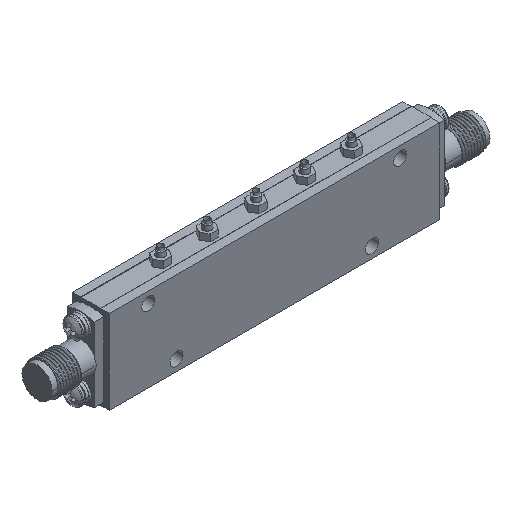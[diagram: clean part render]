
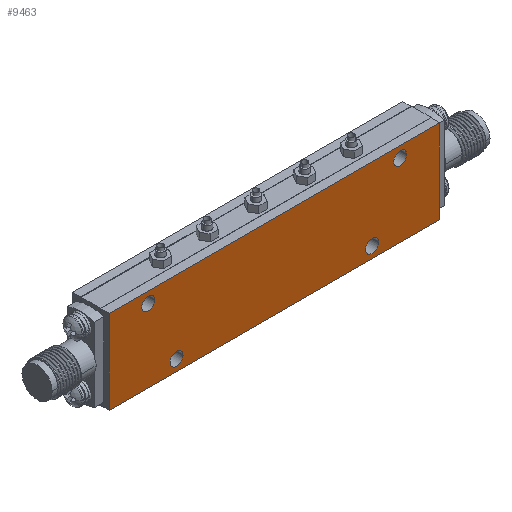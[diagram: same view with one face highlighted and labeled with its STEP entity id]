
A CAD part, isometric view. The second image highlights one B-rep face of the part: STEP entity #9463.
In plain terms, the highlighted planar face has unit normal (0, -1, 0).
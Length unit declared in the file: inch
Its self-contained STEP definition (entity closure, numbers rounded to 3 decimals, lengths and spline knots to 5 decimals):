
#22 = EDGE_LOOP ( 'NONE', ( #29513, #22768 ) ) ;
#53 = CARTESIAN_POINT ( 'NONE',  ( 0.83465, -0.12795, 0.21654 ) ) ;
#435 = EDGE_CURVE ( 'NONE', #11448, #14961, #3853, .T. ) ;
#533 = AXIS2_PLACEMENT_3D ( 'NONE', #33138, #16796, #22037 ) ;
#869 = VERTEX_POINT ( 'NONE', #13839 ) ;
#1053 = EDGE_CURVE ( 'NONE', #8928, #8909, #24338, .T. ) ;
#1054 = CARTESIAN_POINT ( 'NONE',  ( 1.15354, -0.12795, 0.29331 ) ) ;
#1327 = DIRECTION ( 'NONE',  ( -1., 0., 0. ) ) ;
#1585 = EDGE_CURVE ( 'NONE', #14961, #23429, #12109, .T. ) ;
#3494 = DIRECTION ( 'NONE',  ( 1., 0., 0. ) ) ;
#3724 = FACE_BOUND ( 'NONE', #9594, .T. ) ;
#3798 = CARTESIAN_POINT ( 'NONE',  ( -0.87992, -0.12795, 0.21654 ) ) ;
#3853 = LINE ( 'NONE', #14658, #5173 ) ;
#3997 = CARTESIAN_POINT ( 'NONE',  ( 0.87992, -0.12795, 0.21654 ) ) ;
#4567 = CIRCLE ( 'NONE', #32562, 0.04528 ) ;
#5173 = VECTOR ( 'NONE', #3494, 39.37008 ) ;
#5300 = CARTESIAN_POINT ( 'NONE',  ( 0.9252, -0.12795, 0.21654 ) ) ;
#6525 = LINE ( 'NONE', #27970, #19880 ) ;
#6683 = FACE_OUTER_BOUND ( 'NONE', #18318, .T. ) ;
#7006 = DIRECTION ( 'NONE',  ( 0., -1., 0. ) ) ;
#7676 = CARTESIAN_POINT ( 'NONE',  ( -0.83465, -0.12795, 0.21654 ) ) ;
#7713 = VERTEX_POINT ( 'NONE', #18777 ) ;
#8358 = EDGE_CURVE ( 'NONE', #23429, #869, #6525, .T. ) ;
#8376 = CIRCLE ( 'NONE', #32520, 0.04528 ) ;
#8854 = DIRECTION ( 'NONE',  ( 0., -1., 0. ) ) ;
#8909 = VERTEX_POINT ( 'NONE', #5300 ) ;
#8928 = VERTEX_POINT ( 'NONE', #53 ) ;
#9265 = FACE_BOUND ( 'NONE', #15253, .T. ) ;
#9463 = ADVANCED_FACE ( 'NONE', ( #3724, #14187, #9265, #19698, #6683 ), #27793, .T. ) ;
#9594 = EDGE_LOOP ( 'NONE', ( #26838, #22961 ) ) ;
#9645 = CARTESIAN_POINT ( 'NONE',  ( 1.15354, -0.12795, 0.29331 ) ) ;
#9782 = EDGE_CURVE ( 'NONE', #15920, #25768, #4567, .T. ) ;
#9824 = CIRCLE ( 'NONE', #15836, 0.04528 ) ;
#10111 = CARTESIAN_POINT ( 'NONE',  ( -0.87992, -0.12795, 0.21654 ) ) ;
#10237 = DIRECTION ( 'NONE',  ( 0., -1., 0. ) ) ;
#11393 = CARTESIAN_POINT ( 'NONE',  ( 0.72835, -0.12795, -0.21654 ) ) ;
#11448 = VERTEX_POINT ( 'NONE', #21649 ) ;
#11566 = CARTESIAN_POINT ( 'NONE',  ( 0.87992, -0.12795, 0.21654 ) ) ;
#11624 = ORIENTED_EDGE ( 'NONE', *, *, #1053, .F. ) ;
#12109 = LINE ( 'NONE', #1054, #17949 ) ;
#12139 = DIRECTION ( 'NONE',  ( -1., 0., 0. ) ) ;
#12680 = LINE ( 'NONE', #33587, #22498 ) ;
#13839 = CARTESIAN_POINT ( 'NONE',  ( -1.15354, -0.12795, -0.29331 ) ) ;
#14145 = ORIENTED_EDGE ( 'NONE', *, *, #1585, .F. ) ;
#14187 = FACE_BOUND ( 'NONE', #22, .T. ) ;
#14248 = DIRECTION ( 'NONE',  ( 0., -1., 0. ) ) ;
#14282 = DIRECTION ( 'NONE',  ( 0., -1., 0. ) ) ;
#14658 = CARTESIAN_POINT ( 'NONE',  ( -1.15354, -0.12795, 0.29331 ) ) ;
#14961 = VERTEX_POINT ( 'NONE', #9645 ) ;
#15060 = DIRECTION ( 'NONE',  ( 1., 0., 0. ) ) ;
#15189 = VERTEX_POINT ( 'NONE', #23178 ) ;
#15253 = EDGE_LOOP ( 'NONE', ( #23274, #11624 ) ) ;
#15268 = DIRECTION ( 'NONE',  ( 0., -1., 0. ) ) ;
#15426 = CARTESIAN_POINT ( 'NONE',  ( -0.9252, -0.12795, 0.21654 ) ) ;
#15614 = CARTESIAN_POINT ( 'NONE',  ( 0.6378, -0.12795, -0.21654 ) ) ;
#15836 = AXIS2_PLACEMENT_3D ( 'NONE', #3798, #14248, #24651 ) ;
#15920 = VERTEX_POINT ( 'NONE', #7676 ) ;
#16684 = DIRECTION ( 'NONE',  ( 0., -1., 0. ) ) ;
#16796 = DIRECTION ( 'NONE',  ( 0., -1., 0. ) ) ;
#17376 = AXIS2_PLACEMENT_3D ( 'NONE', #3997, #32349, #1327 ) ;
#17514 = VERTEX_POINT ( 'NONE', #15614 ) ;
#17685 = CARTESIAN_POINT ( 'NONE',  ( 0., -0.12795, 0. ) ) ;
#17716 = CIRCLE ( 'NONE', #31390, 0.04528 ) ;
#17883 = DIRECTION ( 'NONE',  ( -1., 0., 0. ) ) ;
#17949 = VECTOR ( 'NONE', #33141, 39.37008 ) ;
#18318 = EDGE_LOOP ( 'NONE', ( #29663, #14145, #25717, #19484 ) ) ;
#18336 = CARTESIAN_POINT ( 'NONE',  ( 1.15354, -0.12795, -0.29331 ) ) ;
#18777 = CARTESIAN_POINT ( 'NONE',  ( -0.72835, -0.12795, -0.21654 ) ) ;
#18795 = CARTESIAN_POINT ( 'NONE',  ( -0.68307, -0.12795, -0.21654 ) ) ;
#19484 = ORIENTED_EDGE ( 'NONE', *, *, #24402, .F. ) ;
#19698 = FACE_BOUND ( 'NONE', #21189, .T. ) ;
#19787 = DIRECTION ( 'NONE',  ( -1., 0., 0. ) ) ;
#19880 = VECTOR ( 'NONE', #12139, 39.37008 ) ;
#20243 = EDGE_CURVE ( 'NONE', #7713, #15189, #8376, .T. ) ;
#21189 = EDGE_LOOP ( 'NONE', ( #28181, #26805 ) ) ;
#21649 = CARTESIAN_POINT ( 'NONE',  ( -1.15354, -0.12795, 0.29331 ) ) ;
#21905 = AXIS2_PLACEMENT_3D ( 'NONE', #27360, #14282, #19787 ) ;
#22014 = DIRECTION ( 'NONE',  ( -1., 0., 0. ) ) ;
#22037 = DIRECTION ( 'NONE',  ( -1., 0., 0. ) ) ;
#22498 = VECTOR ( 'NONE', #22982, 39.37008 ) ;
#22768 = ORIENTED_EDGE ( 'NONE', *, *, #32878, .F. ) ;
#22961 = ORIENTED_EDGE ( 'NONE', *, *, #20243, .F. ) ;
#22982 = DIRECTION ( 'NONE',  ( 0., 0., 1. ) ) ;
#23178 = CARTESIAN_POINT ( 'NONE',  ( -0.6378, -0.12795, -0.21654 ) ) ;
#23274 = ORIENTED_EDGE ( 'NONE', *, *, #26116, .F. ) ;
#23429 = VERTEX_POINT ( 'NONE', #18336 ) ;
#24338 = CIRCLE ( 'NONE', #17376, 0.04528 ) ;
#24402 = EDGE_CURVE ( 'NONE', #869, #11448, #12680, .T. ) ;
#24651 = DIRECTION ( 'NONE',  ( -1., 0., 0. ) ) ;
#25717 = ORIENTED_EDGE ( 'NONE', *, *, #435, .F. ) ;
#25768 = VERTEX_POINT ( 'NONE', #15426 ) ;
#26116 = EDGE_CURVE ( 'NONE', #8909, #8928, #27534, .T. ) ;
#26686 = DIRECTION ( 'NONE',  ( -1., 0., 0. ) ) ;
#26805 = ORIENTED_EDGE ( 'NONE', *, *, #33945, .F. ) ;
#26838 = ORIENTED_EDGE ( 'NONE', *, *, #33203, .F. ) ;
#27360 = CARTESIAN_POINT ( 'NONE',  ( 0.68307, -0.12795, -0.21654 ) ) ;
#27500 = DIRECTION ( 'NONE',  ( -1., 0., 0. ) ) ;
#27534 = CIRCLE ( 'NONE', #31927, 0.04528 ) ;
#27793 = PLANE ( 'NONE',  #33182 ) ;
#27970 = CARTESIAN_POINT ( 'NONE',  ( 1.15354, -0.12795, -0.29331 ) ) ;
#28181 = ORIENTED_EDGE ( 'NONE', *, *, #9782, .F. ) ;
#28721 = VERTEX_POINT ( 'NONE', #11393 ) ;
#29513 = ORIENTED_EDGE ( 'NONE', *, *, #31882, .F. ) ;
#29543 = CARTESIAN_POINT ( 'NONE',  ( -0.68307, -0.12795, -0.21654 ) ) ;
#29663 = ORIENTED_EDGE ( 'NONE', *, *, #8358, .F. ) ;
#31390 = AXIS2_PLACEMENT_3D ( 'NONE', #18795, #10237, #26686 ) ;
#31843 = CIRCLE ( 'NONE', #21905, 0.04528 ) ;
#31882 = EDGE_CURVE ( 'NONE', #28721, #17514, #31843, .T. ) ;
#31927 = AXIS2_PLACEMENT_3D ( 'NONE', #11566, #8854, #22014 ) ;
#32349 = DIRECTION ( 'NONE',  ( 0., -1., 0. ) ) ;
#32520 = AXIS2_PLACEMENT_3D ( 'NONE', #29543, #16684, #27500 ) ;
#32562 = AXIS2_PLACEMENT_3D ( 'NONE', #10111, #15268, #17883 ) ;
#32878 = EDGE_CURVE ( 'NONE', #17514, #28721, #33057, .T. ) ;
#33057 = CIRCLE ( 'NONE', #533, 0.04528 ) ;
#33138 = CARTESIAN_POINT ( 'NONE',  ( 0.68307, -0.12795, -0.21654 ) ) ;
#33141 = DIRECTION ( 'NONE',  ( 0., 0., -1. ) ) ;
#33182 = AXIS2_PLACEMENT_3D ( 'NONE', #17685, #7006, #15060 ) ;
#33203 = EDGE_CURVE ( 'NONE', #15189, #7713, #17716, .T. ) ;
#33587 = CARTESIAN_POINT ( 'NONE',  ( -1.15354, -0.12795, -0.29331 ) ) ;
#33945 = EDGE_CURVE ( 'NONE', #25768, #15920, #9824, .T. ) ;
